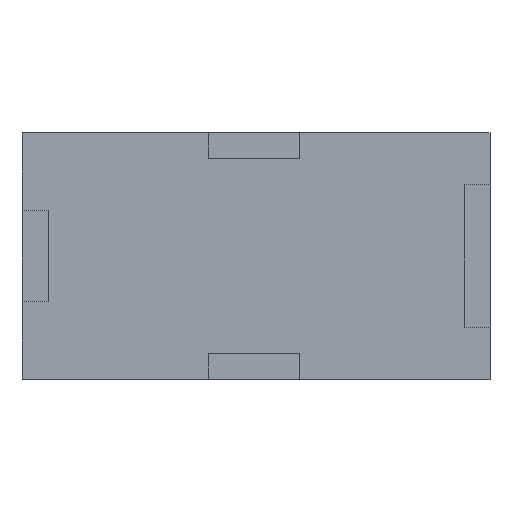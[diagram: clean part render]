
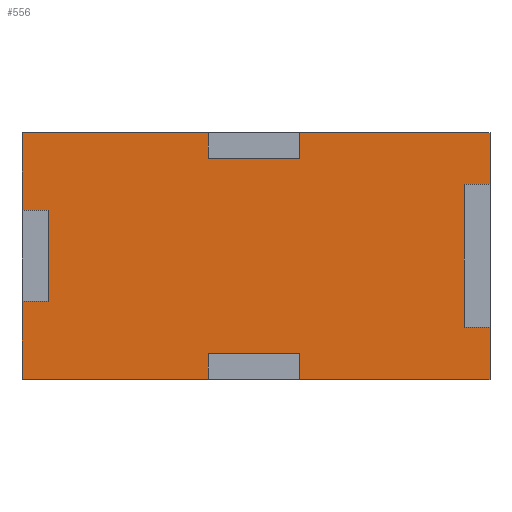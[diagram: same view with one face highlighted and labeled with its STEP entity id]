
A CAD part, top view. The second image highlights one B-rep face of the part: STEP entity #556.
In plain terms, the highlighted planar face has unit normal (0, 0, 1).
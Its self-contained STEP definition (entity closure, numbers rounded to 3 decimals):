
#30=FACE_OUTER_BOUND('',#58,.T.);
#58=EDGE_LOOP('',(#421,#422,#423,#424,#425,#426,#427,#428,#429,#430,#431,
#432,#433,#434,#435,#436,#437,#438,#439,#440));
#89=LINE('',#788,#167);
#93=LINE('',#796,#171);
#96=LINE('',#803,#174);
#100=LINE('',#811,#178);
#103=LINE('',#817,#181);
#107=LINE('',#825,#185);
#110=LINE('',#831,#188);
#113=LINE('',#836,#191);
#115=LINE('',#840,#193);
#116=LINE('',#842,#194);
#117=LINE('',#844,#195);
#118=LINE('',#846,#196);
#119=LINE('',#848,#197);
#120=LINE('',#850,#198);
#121=LINE('',#852,#199);
#122=LINE('',#854,#200);
#123=LINE('',#856,#201);
#124=LINE('',#858,#202);
#125=LINE('',#860,#203);
#126=LINE('',#861,#204);
#167=VECTOR('',#645,10.);
#171=VECTOR('',#649,10.);
#174=VECTOR('',#654,10.);
#178=VECTOR('',#660,10.);
#181=VECTOR('',#665,10.);
#185=VECTOR('',#673,10.);
#188=VECTOR('',#678,10.);
#191=VECTOR('',#683,10.);
#193=VECTOR('',#689,10.);
#194=VECTOR('',#690,10.);
#195=VECTOR('',#691,10.);
#196=VECTOR('',#692,10.);
#197=VECTOR('',#693,10.);
#198=VECTOR('',#694,10.);
#199=VECTOR('',#695,10.);
#200=VECTOR('',#696,10.);
#201=VECTOR('',#697,10.);
#202=VECTOR('',#698,10.);
#203=VECTOR('',#699,10.);
#204=VECTOR('',#700,10.);
#240=VERTEX_POINT('',#785);
#241=VERTEX_POINT('',#787);
#244=VERTEX_POINT('',#793);
#245=VERTEX_POINT('',#795);
#247=VERTEX_POINT('',#801);
#248=VERTEX_POINT('',#802);
#251=VERTEX_POINT('',#810);
#253=VERTEX_POINT('',#816);
#255=VERTEX_POINT('',#824);
#257=VERTEX_POINT('',#830);
#259=VERTEX_POINT('',#841);
#260=VERTEX_POINT('',#843);
#261=VERTEX_POINT('',#845);
#262=VERTEX_POINT('',#847);
#263=VERTEX_POINT('',#849);
#264=VERTEX_POINT('',#851);
#265=VERTEX_POINT('',#853);
#266=VERTEX_POINT('',#855);
#267=VERTEX_POINT('',#857);
#268=VERTEX_POINT('',#859);
#297=EDGE_CURVE('',#241,#240,#89,.T.);
#301=EDGE_CURVE('',#245,#244,#93,.T.);
#304=EDGE_CURVE('',#247,#248,#96,.T.);
#308=EDGE_CURVE('',#248,#251,#100,.T.);
#311=EDGE_CURVE('',#253,#247,#103,.T.);
#315=EDGE_CURVE('',#255,#241,#107,.T.);
#318=EDGE_CURVE('',#244,#257,#110,.T.);
#321=EDGE_CURVE('',#257,#255,#113,.T.);
#323=EDGE_CURVE('',#251,#245,#115,.T.);
#324=EDGE_CURVE('',#240,#259,#116,.T.);
#325=EDGE_CURVE('',#259,#260,#117,.T.);
#326=EDGE_CURVE('',#260,#261,#118,.T.);
#327=EDGE_CURVE('',#261,#262,#119,.T.);
#328=EDGE_CURVE('',#262,#263,#120,.T.);
#329=EDGE_CURVE('',#263,#264,#121,.T.);
#330=EDGE_CURVE('',#264,#265,#122,.T.);
#331=EDGE_CURVE('',#265,#266,#123,.T.);
#332=EDGE_CURVE('',#266,#267,#124,.T.);
#333=EDGE_CURVE('',#267,#268,#125,.T.);
#334=EDGE_CURVE('',#268,#253,#126,.T.);
#421=ORIENTED_EDGE('',*,*,#308,.T.);
#422=ORIENTED_EDGE('',*,*,#323,.T.);
#423=ORIENTED_EDGE('',*,*,#301,.T.);
#424=ORIENTED_EDGE('',*,*,#318,.T.);
#425=ORIENTED_EDGE('',*,*,#321,.T.);
#426=ORIENTED_EDGE('',*,*,#315,.T.);
#427=ORIENTED_EDGE('',*,*,#297,.T.);
#428=ORIENTED_EDGE('',*,*,#324,.T.);
#429=ORIENTED_EDGE('',*,*,#325,.T.);
#430=ORIENTED_EDGE('',*,*,#326,.T.);
#431=ORIENTED_EDGE('',*,*,#327,.T.);
#432=ORIENTED_EDGE('',*,*,#328,.T.);
#433=ORIENTED_EDGE('',*,*,#329,.T.);
#434=ORIENTED_EDGE('',*,*,#330,.T.);
#435=ORIENTED_EDGE('',*,*,#331,.T.);
#436=ORIENTED_EDGE('',*,*,#332,.T.);
#437=ORIENTED_EDGE('',*,*,#333,.T.);
#438=ORIENTED_EDGE('',*,*,#334,.T.);
#439=ORIENTED_EDGE('',*,*,#311,.T.);
#440=ORIENTED_EDGE('',*,*,#304,.T.);
#528=PLANE('',#598);
#556=ADVANCED_FACE('',(#30),#528,.T.);
#598=AXIS2_PLACEMENT_3D('',#839,#687,#688);
#645=DIRECTION('',(-1.,0.,0.));
#649=DIRECTION('',(-1.,0.,0.));
#654=DIRECTION('',(0.,1.,0.));
#660=DIRECTION('',(1.,0.,0.));
#665=DIRECTION('',(-1.,0.,0.));
#673=DIRECTION('',(0.,1.,0.));
#678=DIRECTION('',(0.,-1.,0.));
#683=DIRECTION('',(-1.,0.,0.));
#687=DIRECTION('center_axis',(0.,0.,1.));
#688=DIRECTION('ref_axis',(1.,0.,0.));
#689=DIRECTION('',(0.,1.,0.));
#690=DIRECTION('',(0.,-1.,0.));
#691=DIRECTION('',(1.,0.,0.));
#692=DIRECTION('',(0.,-1.,0.));
#693=DIRECTION('',(-1.,0.,0.));
#694=DIRECTION('',(0.,-1.,0.));
#695=DIRECTION('',(1.,0.,0.));
#696=DIRECTION('',(0.,1.,0.));
#697=DIRECTION('',(1.,0.,0.));
#698=DIRECTION('',(0.,-1.,0.));
#699=DIRECTION('',(1.,0.,0.));
#700=DIRECTION('',(0.,1.,0.));
#785=CARTESIAN_POINT('',(-2.5,16.5,-9.));
#787=CARTESIAN_POINT('',(11.81,16.5,-9.));
#788=CARTESIAN_POINT('',(33.5,16.5,-9.));
#793=CARTESIAN_POINT('',(18.81,16.5,-9.));
#795=CARTESIAN_POINT('',(33.5,16.5,-9.));
#796=CARTESIAN_POINT('',(33.5,16.5,-9.));
#801=CARTESIAN_POINT('',(31.5,1.5,-9.));
#802=CARTESIAN_POINT('',(31.5,12.5,-9.));
#803=CARTESIAN_POINT('',(31.5,9.75,-9.));
#810=CARTESIAN_POINT('',(33.5,12.5,-9.));
#811=CARTESIAN_POINT('',(24.5,12.5,-9.));
#816=CARTESIAN_POINT('',(33.5,1.5,-9.));
#817=CARTESIAN_POINT('',(23.5,1.5,-9.));
#824=CARTESIAN_POINT('',(11.81,14.5,-9.));
#825=CARTESIAN_POINT('',(11.81,11.75,-9.));
#830=CARTESIAN_POINT('',(18.81,14.5,-9.));
#831=CARTESIAN_POINT('',(18.81,10.75,-9.));
#836=CARTESIAN_POINT('',(13.655,14.5,-9.));
#839=CARTESIAN_POINT('Origin',(15.5,7.,-9.));
#840=CARTESIAN_POINT('',(33.5,-2.5,-9.));
#841=CARTESIAN_POINT('',(-2.5,10.5,-9.));
#842=CARTESIAN_POINT('',(-2.5,16.5,-9.));
#843=CARTESIAN_POINT('',(-0.5,10.5,-9.));
#844=CARTESIAN_POINT('',(7.5,10.5,-9.));
#845=CARTESIAN_POINT('',(-0.5,3.5,-9.));
#846=CARTESIAN_POINT('',(-0.5,5.25,-9.));
#847=CARTESIAN_POINT('',(-2.5,3.5,-9.));
#848=CARTESIAN_POINT('',(6.5,3.5,-9.));
#849=CARTESIAN_POINT('',(-2.5,-2.5,-9.));
#850=CARTESIAN_POINT('',(-2.5,16.5,-9.));
#851=CARTESIAN_POINT('',(11.81,-2.5,-9.));
#852=CARTESIAN_POINT('',(-2.5,-2.5,-9.));
#853=CARTESIAN_POINT('',(11.81,-0.5,-9.));
#854=CARTESIAN_POINT('',(11.81,3.25,-9.));
#855=CARTESIAN_POINT('',(18.81,-0.5,-9.));
#856=CARTESIAN_POINT('',(17.155,-0.5,-9.));
#857=CARTESIAN_POINT('',(18.81,-2.5,-9.));
#858=CARTESIAN_POINT('',(18.81,2.25,-9.));
#859=CARTESIAN_POINT('',(33.5,-2.5,-9.));
#860=CARTESIAN_POINT('',(-2.5,-2.5,-9.));
#861=CARTESIAN_POINT('',(33.5,-2.5,-9.));
